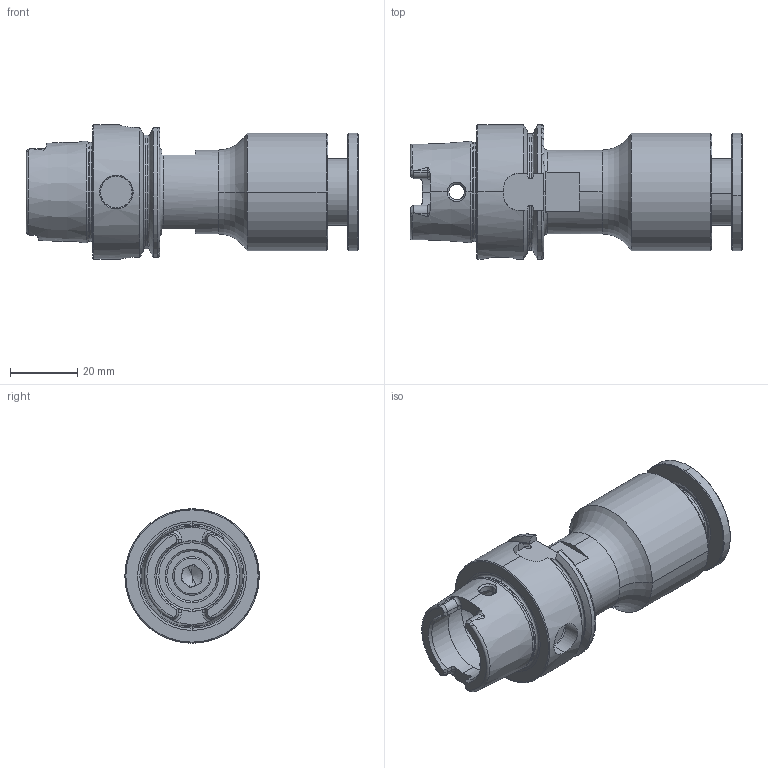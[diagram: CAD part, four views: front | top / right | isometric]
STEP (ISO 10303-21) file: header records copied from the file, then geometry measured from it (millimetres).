
FILE_DESCRIPTION (( 'STEP AP203' ), '1' );
FILE_NAME ('HA4-So1.035.070.STEP', '2017-01-11T15:25:59', ( 'SWIAdmin' ), ( 'Hewlett-Packard Company' ), 'SwSTEP 2.0', 'SolidWorks 2015', '' );
FILE_SCHEMA (( 'CONFIG_CONTROL_DESIGN' ));
Length unit declared in the file: millimetre
Products named in the file (4): ISO 4762 - M8 x 45_f〉 PS4-So2.035.070; HA4-ER1.035.070_A; HA4-So1.035.070; HA4-So1.035.070_A_Fertigbearbeitung
Assembly tree (3 placements, depth 2):
  HA4-So1.035.070
    HA4-So1.035.070_A_Fertigbearbeitung
    ISO 4762 - M8 x 45_f〉 PS4-So2.035.070
    HA4-ER1.035.070_A
Bounding box: 98.9 x 40 x 40 mm (x, y, z)
Volume: 62824 mm3; surface area: 23010.8 mm2
Topology: 3 solids, 3 shells, 247 faces, 611 edges, 372 vertices
Faces by surface type: plane 82, cylinder 62, cone 52, torus 47, bspline 4
Entity records: 8781 total; most frequent: CARTESIAN_POINT 2611, DIRECTION 1233, ORIENTED_EDGE 1210, EDGE_CURVE 605, AXIS2_PLACEMENT_3D 504, VERTEX_POINT 372, EDGE_LOOP 261, CIRCLE 255
